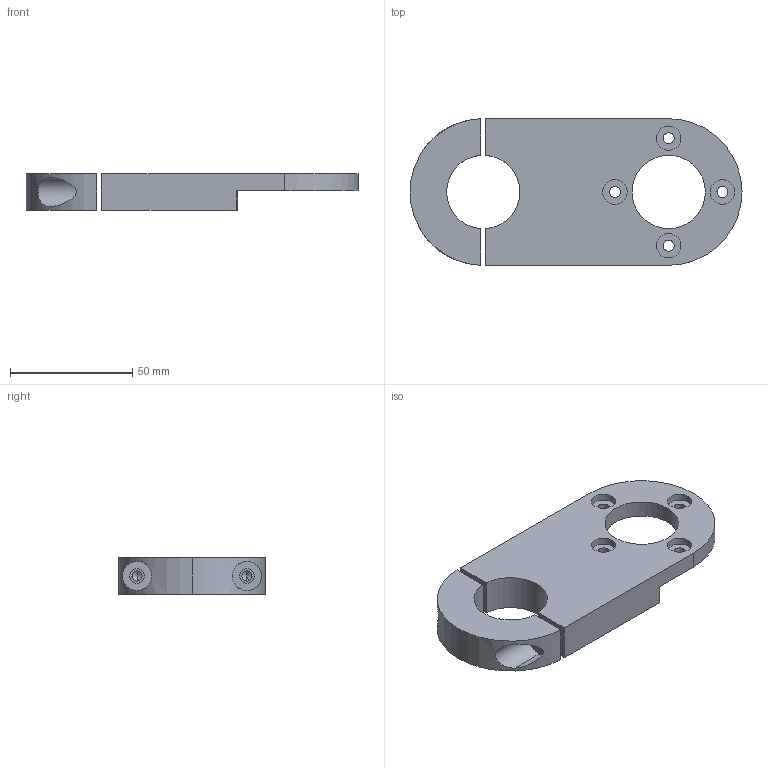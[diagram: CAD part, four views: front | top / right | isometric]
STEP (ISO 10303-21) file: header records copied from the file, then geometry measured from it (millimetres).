
FILE_DESCRIPTION (( 'STEP AP214' ), '1' );
FILE_NAME ('P03-SUPPORT.STEP', '2021-12-20T18:00:11', ( '' ), ( '' ), 'SwSTEP 2.0', 'SolidWorks 2020', '' );
FILE_SCHEMA (( 'AUTOMOTIVE_DESIGN' ));
Length unit declared in the file: millimetre
Products named in the file (1): P03-SUPPORT
Bounding box: 135.82 x 60 x 15 mm (x, y, z)
Volume: 63574.1 mm3; surface area: 21000.7 mm2
Topology: 2 solids, 2 shells, 61 faces, 149 edges, 96 vertices
Faces by surface type: cylinder 40, plane 17, cone 4
Entity records: 2070 total; most frequent: CARTESIAN_POINT 467, DIRECTION 341, ORIENTED_EDGE 290, EDGE_CURVE 145, AXIS2_PLACEMENT_3D 138, VERTEX_POINT 96, EDGE_LOOP 83, CIRCLE 76
